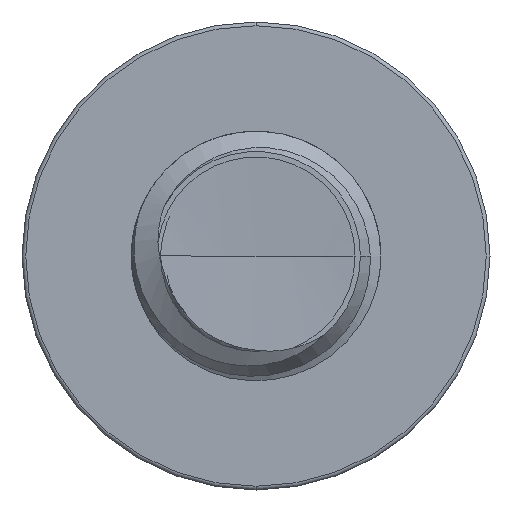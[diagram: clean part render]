
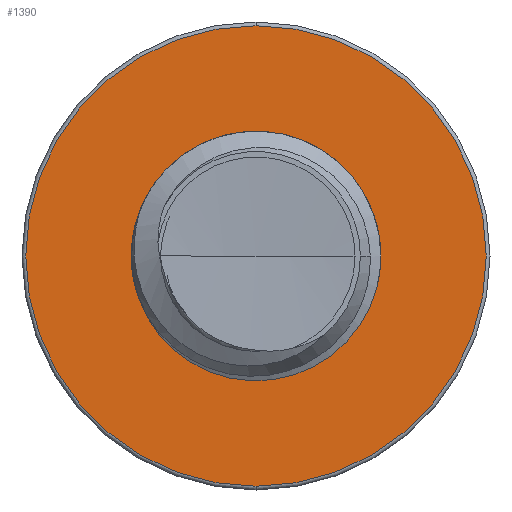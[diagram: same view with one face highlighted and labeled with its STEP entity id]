
A CAD part, front view. The second image highlights one B-rep face of the part: STEP entity #1390.
In plain terms, the highlighted planar face has unit normal (0, -1, 0).
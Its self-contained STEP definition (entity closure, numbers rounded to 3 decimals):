
#34 = ORIENTED_EDGE ( 'NONE', *, *, #10306, .T. ) ;
#48 = VERTEX_POINT ( 'NONE', #1596 ) ;
#125 = AXIS2_PLACEMENT_3D ( 'NONE', #4594, #13001, #5785 ) ;
#226 = AXIS2_PLACEMENT_3D ( 'NONE', #12580, #12566, #12935 ) ;
#1131 = EDGE_CURVE ( 'NONE', #1895, #15131, #11302, .T. ) ;
#1390 = ADVANCED_FACE ( 'NONE', ( #4150, #13385 ), #13099, .T. ) ;
#1596 = CARTESIAN_POINT ( 'NONE',  ( 0., 3., 0.786 ) ) ;
#1808 = ORIENTED_EDGE ( 'NONE', *, *, #1131, .T. ) ;
#1895 = VERTEX_POINT ( 'NONE', #4136 ) ;
#2376 = AXIS2_PLACEMENT_3D ( 'NONE', #5088, #13508, #6291 ) ;
#2456 = ORIENTED_EDGE ( 'NONE', *, *, #9513, .F. ) ;
#2887 = EDGE_LOOP ( 'NONE', ( #1808, #34 ) ) ;
#3270 = CARTESIAN_POINT ( 'NONE',  ( 0., 3., 1.476 ) ) ;
#4091 = CARTESIAN_POINT ( 'NONE',  ( 0., 3., -0.786 ) ) ;
#4136 = CARTESIAN_POINT ( 'NONE',  ( 0., 3., -1.476 ) ) ;
#4150 = FACE_OUTER_BOUND ( 'NONE', #2887, .T. ) ;
#4404 = CARTESIAN_POINT ( 'NONE',  ( 0., 3., 0. ) ) ;
#4593 = AXIS2_PLACEMENT_3D ( 'NONE', #7025, #11425, #5325 ) ;
#4594 = CARTESIAN_POINT ( 'NONE',  ( 0., 3., 0. ) ) ;
#5088 = CARTESIAN_POINT ( 'NONE',  ( 0., 3., 0. ) ) ;
#5272 = EDGE_CURVE ( 'NONE', #15292, #48, #5892, .T. ) ;
#5325 = DIRECTION ( 'NONE',  ( 0., 0., -1. ) ) ;
#5460 = ORIENTED_EDGE ( 'NONE', *, *, #5272, .F. ) ;
#5595 = DIRECTION ( 'NONE',  ( 0., 0., -1. ) ) ;
#5785 = DIRECTION ( 'NONE',  ( 0., 0., -1. ) ) ;
#5892 = CIRCLE ( 'NONE', #125, 0.786 ) ;
#6291 = DIRECTION ( 'NONE',  ( 0., 0., -1. ) ) ;
#7025 = CARTESIAN_POINT ( 'NONE',  ( 0., 3., 0. ) ) ;
#7552 = AXIS2_PLACEMENT_3D ( 'NONE', #4404, #12814, #5595 ) ;
#9513 = EDGE_CURVE ( 'NONE', #48, #15292, #12098, .T. ) ;
#10306 = EDGE_CURVE ( 'NONE', #15131, #1895, #13415, .T. ) ;
#11302 = CIRCLE ( 'NONE', #4593, 1.476 ) ;
#11425 = DIRECTION ( 'NONE',  ( 0., -1., 0. ) ) ;
#12098 = CIRCLE ( 'NONE', #7552, 0.786 ) ;
#12566 = DIRECTION ( 'NONE',  ( 0., -1., 0. ) ) ;
#12580 = CARTESIAN_POINT ( 'NONE',  ( 0., 3., 0.786 ) ) ;
#12814 = DIRECTION ( 'NONE',  ( 0., -1., 0. ) ) ;
#12935 = DIRECTION ( 'NONE',  ( 0., 0., -1. ) ) ;
#13001 = DIRECTION ( 'NONE',  ( 0., -1., 0. ) ) ;
#13099 = PLANE ( 'NONE',  #226 ) ;
#13385 = FACE_BOUND ( 'NONE', #13416, .T. ) ;
#13415 = CIRCLE ( 'NONE', #2376, 1.476 ) ;
#13416 = EDGE_LOOP ( 'NONE', ( #5460, #2456 ) ) ;
#13508 = DIRECTION ( 'NONE',  ( 0., -1., 0. ) ) ;
#15131 = VERTEX_POINT ( 'NONE', #3270 ) ;
#15292 = VERTEX_POINT ( 'NONE', #4091 ) ;
